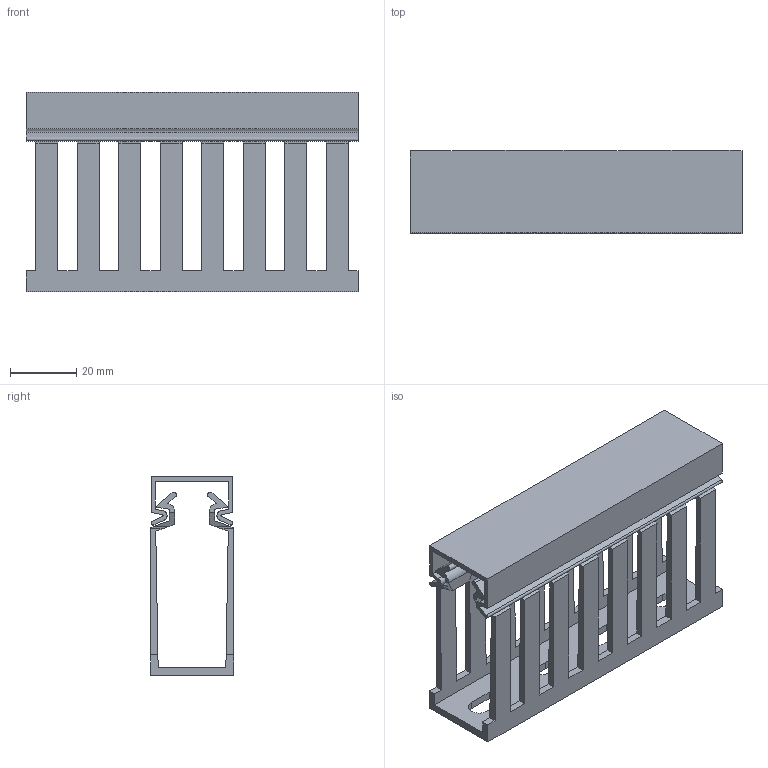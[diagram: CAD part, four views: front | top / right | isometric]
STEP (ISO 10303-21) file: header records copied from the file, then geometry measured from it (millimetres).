
FILE_DESCRIPTION((''),'2;1');
FILE_NAME('BA7600250_ASM','2022-04-20T07:53:30',('buserr'),(''),'CREO PARAMETRIC BY PTC INC, 2021184','CREO PARAMETRIC BY PTC INC, 2021184','');
FILE_SCHEMA(('AUTOMOTIVE_DESIGN { 1 0 10303 214 1 1 1 1 }'));
Length unit declared in the file: millimetre
Products named in the file (3): PROXY_BA7600251; PROXY_BA7252-2; BA7600250_ASM
Assembly tree (2 placements, depth 2):
  BA7600250_ASM
    PROXY_BA7600251
    PROXY_BA7252-2
Bounding box: 100 x 25 x 60 mm (x, y, z)
Volume: 26910.3 mm3; surface area: 36166.9 mm2
Topology: 2 solids, 2 shells, 352 faces, 1054 edges, 706 vertices
Faces by surface type: plane 258, cylinder 94
Entity records: 13393 total; most frequent: CARTESIAN_POINT 2317, ORIENTED_EDGE 2088, DIRECTION 1945, EDGE_CURVE 1044, VECTOR 834, LINE 834, VERTEX_POINT 696, AXIS2_PLACEMENT_3D 551
